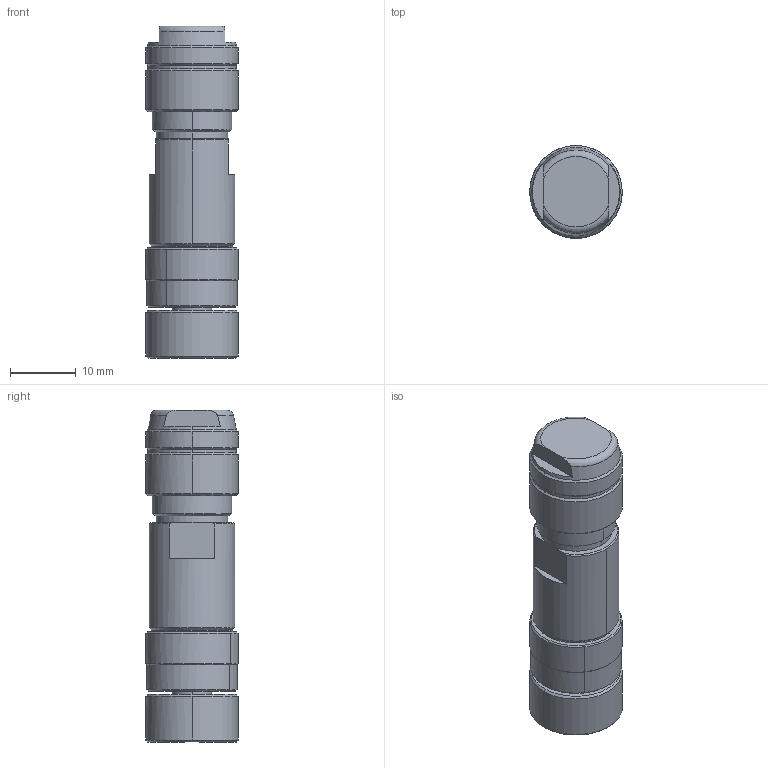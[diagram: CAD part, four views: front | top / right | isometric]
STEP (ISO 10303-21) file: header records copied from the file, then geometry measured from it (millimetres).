
FILE_DESCRIPTION(('CATIA V5 STEP Exchange','CAx-IF Rec.Pracs.--- Model Styling and Organization---1.4--- 2014-01-23'),'2;1');
FILE_NAME ('003168-3_1', '2021-03-09T06:01:54+00:00', ('none'), ('Weidmueller'), 'CATIA Version 5-6 Release 2016 SP3 HF44', 'CATIA V5 STEP AP214', 'none');
FILE_SCHEMA(('AUTOMOTIVE_DESIGN { 1 0 10303 214 1 1 1 1 }'));
Length unit declared in the file: millimetre
Products named in the file (1): 1010080000
Bounding box: 14 x 14 x 50.31 mm (x, y, z)
Volume: 6820.9 mm3; surface area: 2996 mm2
Topology: 2 solids, 2 shells, 155 faces, 393 edges, 252 vertices
Faces by surface type: plane 51, cylinder 44, cone 40, extrusion 12, bspline 6, torus 2
Entity records: 5100 total; most frequent: CARTESIAN_POINT 1691, ORIENTED_EDGE 786, DIRECTION 510, EDGE_CURVE 393, VERTEX_POINT 252, AXIS2_PLACEMENT_3D 234, EDGE_LOOP 171, VECTOR 163
